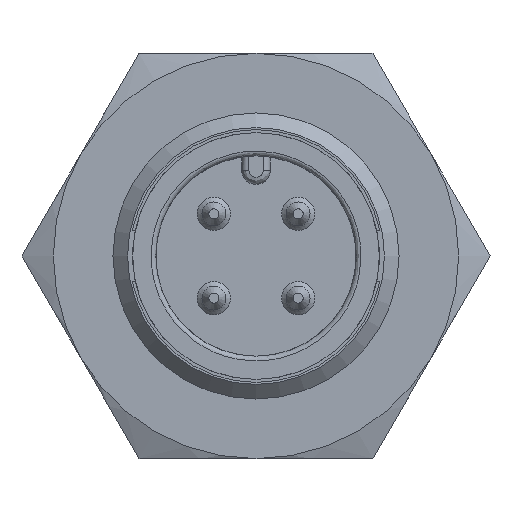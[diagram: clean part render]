
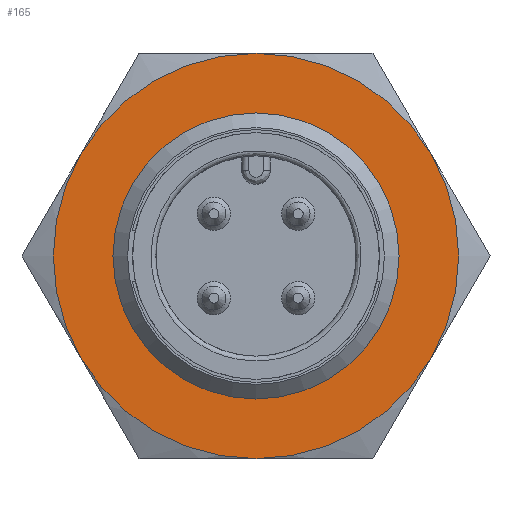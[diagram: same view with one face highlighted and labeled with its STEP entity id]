
A CAD part, left-side view. The second image highlights one B-rep face of the part: STEP entity #165.
In plain terms, the highlighted face is planar.
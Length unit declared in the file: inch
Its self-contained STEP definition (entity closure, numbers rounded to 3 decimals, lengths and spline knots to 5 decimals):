
#165 = ADVANCED_FACE ( 'NONE', ( #1487, #4319 ), #3068, .F. ) ;
#250 = CARTESIAN_POINT ( 'NONE',  ( 0.28981, 1.33071, 0.16732 ) ) ;
#325 = ORIENTED_EDGE ( 'NONE', *, *, #2381, .F. ) ;
#342 = EDGE_LOOP ( 'NONE', ( #3260, #601, #3803, #325, #5229, #3749 ) ) ;
#383 = AXIS2_PLACEMENT_3D ( 'NONE', #5411, #4532, #1960 ) ;
#573 = CIRCLE ( 'NONE', #4449, 0.33465 ) ;
#589 = DIRECTION ( 'NONE',  ( 0., 1., 0. ) ) ;
#601 = ORIENTED_EDGE ( 'NONE', *, *, #777, .F. ) ;
#643 = DIRECTION ( 'NONE',  ( 0., 0., 1. ) ) ;
#659 = DIRECTION ( 'NONE',  ( 0., 0., -1. ) ) ;
#737 = VERTEX_POINT ( 'NONE', #250 ) ;
#777 = EDGE_CURVE ( 'NONE', #3777, #737, #4983, .T. ) ;
#1005 = VERTEX_POINT ( 'NONE', #2907 ) ;
#1166 = DIRECTION ( 'NONE',  ( 0., 0., 1. ) ) ;
#1224 = CARTESIAN_POINT ( 'NONE',  ( 0., 1.33071, 0.33465 ) ) ;
#1373 = CIRCLE ( 'NONE', #4098, 0.33465 ) ;
#1411 = EDGE_CURVE ( 'NONE', #737, #2065, #573, .T. ) ;
#1417 = VERTEX_POINT ( 'NONE', #3449 ) ;
#1487 = FACE_OUTER_BOUND ( 'NONE', #342, .T. ) ;
#1537 = EDGE_CURVE ( 'NONE', #4590, #4590, #4625, .T. ) ;
#1673 = EDGE_LOOP ( 'NONE', ( #5202 ) ) ;
#1756 = CARTESIAN_POINT ( 'NONE',  ( 0., 1.33071, 0. ) ) ;
#1799 = DIRECTION ( 'NONE',  ( 0., 1., 0. ) ) ;
#1847 = DIRECTION ( 'NONE',  ( 0., 1., 0. ) ) ;
#1960 = DIRECTION ( 'NONE',  ( 0., 0., 1. ) ) ;
#2055 = CARTESIAN_POINT ( 'NONE',  ( 0., 1.33071, -0.23622 ) ) ;
#2065 = VERTEX_POINT ( 'NONE', #4938 ) ;
#2258 = CARTESIAN_POINT ( 'NONE',  ( -0.28981, 1.33071, 0.16732 ) ) ;
#2381 = EDGE_CURVE ( 'NONE', #1417, #3166, #1373, .T. ) ;
#2515 = DIRECTION ( 'NONE',  ( 0., 1., 0. ) ) ;
#2801 = CIRCLE ( 'NONE', #5153, 0.33465 ) ;
#2892 = AXIS2_PLACEMENT_3D ( 'NONE', #1756, #2515, #3418 ) ;
#2907 = CARTESIAN_POINT ( 'NONE',  ( 0., 1.33071, -0.33465 ) ) ;
#2952 = EDGE_CURVE ( 'NONE', #1005, #1417, #2801, .T. ) ;
#3062 = DIRECTION ( 'NONE',  ( 0., -1., 0. ) ) ;
#3068 = PLANE ( 'NONE',  #3440 ) ;
#3148 = CIRCLE ( 'NONE', #2892, 0.33465 ) ;
#3166 = VERTEX_POINT ( 'NONE', #2258 ) ;
#3260 = ORIENTED_EDGE ( 'NONE', *, *, #1411, .F. ) ;
#3263 = AXIS2_PLACEMENT_3D ( 'NONE', #4341, #1847, #3910 ) ;
#3270 = DIRECTION ( 'NONE',  ( 0., 1., 0. ) ) ;
#3406 = AXIS2_PLACEMENT_3D ( 'NONE', #3993, #3062, #659 ) ;
#3418 = DIRECTION ( 'NONE',  ( 0., 0., 1. ) ) ;
#3429 = DIRECTION ( 'NONE',  ( 0., 0., 1. ) ) ;
#3440 = AXIS2_PLACEMENT_3D ( 'NONE', #4424, #589, #643 ) ;
#3449 = CARTESIAN_POINT ( 'NONE',  ( -0.28981, 1.33071, -0.16732 ) ) ;
#3749 = ORIENTED_EDGE ( 'NONE', *, *, #4423, .F. ) ;
#3777 = VERTEX_POINT ( 'NONE', #1224 ) ;
#3803 = ORIENTED_EDGE ( 'NONE', *, *, #4015, .F. ) ;
#3910 = DIRECTION ( 'NONE',  ( 0., 0., 1. ) ) ;
#3993 = CARTESIAN_POINT ( 'NONE',  ( 0., 1.33071, 0. ) ) ;
#4015 = EDGE_CURVE ( 'NONE', #3166, #3777, #3148, .T. ) ;
#4037 = CIRCLE ( 'NONE', #3263, 0.33465 ) ;
#4098 = AXIS2_PLACEMENT_3D ( 'NONE', #4977, #3270, #1166 ) ;
#4178 = DIRECTION ( 'NONE',  ( 0., 0., 1. ) ) ;
#4319 = FACE_BOUND ( 'NONE', #1673, .T. ) ;
#4341 = CARTESIAN_POINT ( 'NONE',  ( 0., 1.33071, 0. ) ) ;
#4423 = EDGE_CURVE ( 'NONE', #2065, #1005, #4037, .T. ) ;
#4424 = CARTESIAN_POINT ( 'NONE',  ( 0.33465, 1.33071, 0. ) ) ;
#4449 = AXIS2_PLACEMENT_3D ( 'NONE', #4698, #1799, #3429 ) ;
#4532 = DIRECTION ( 'NONE',  ( 0., 1., 0. ) ) ;
#4590 = VERTEX_POINT ( 'NONE', #2055 ) ;
#4625 = CIRCLE ( 'NONE', #3406, 0.23622 ) ;
#4637 = DIRECTION ( 'NONE',  ( 0., 1., 0. ) ) ;
#4698 = CARTESIAN_POINT ( 'NONE',  ( 0., 1.33071, 0. ) ) ;
#4938 = CARTESIAN_POINT ( 'NONE',  ( 0.28981, 1.33071, -0.16732 ) ) ;
#4977 = CARTESIAN_POINT ( 'NONE',  ( 0., 1.33071, 0. ) ) ;
#4983 = CIRCLE ( 'NONE', #383, 0.33465 ) ;
#5153 = AXIS2_PLACEMENT_3D ( 'NONE', #5440, #4637, #4178 ) ;
#5202 = ORIENTED_EDGE ( 'NONE', *, *, #1537, .F. ) ;
#5229 = ORIENTED_EDGE ( 'NONE', *, *, #2952, .F. ) ;
#5411 = CARTESIAN_POINT ( 'NONE',  ( 0., 1.33071, 0. ) ) ;
#5440 = CARTESIAN_POINT ( 'NONE',  ( 0., 1.33071, 0. ) ) ;
